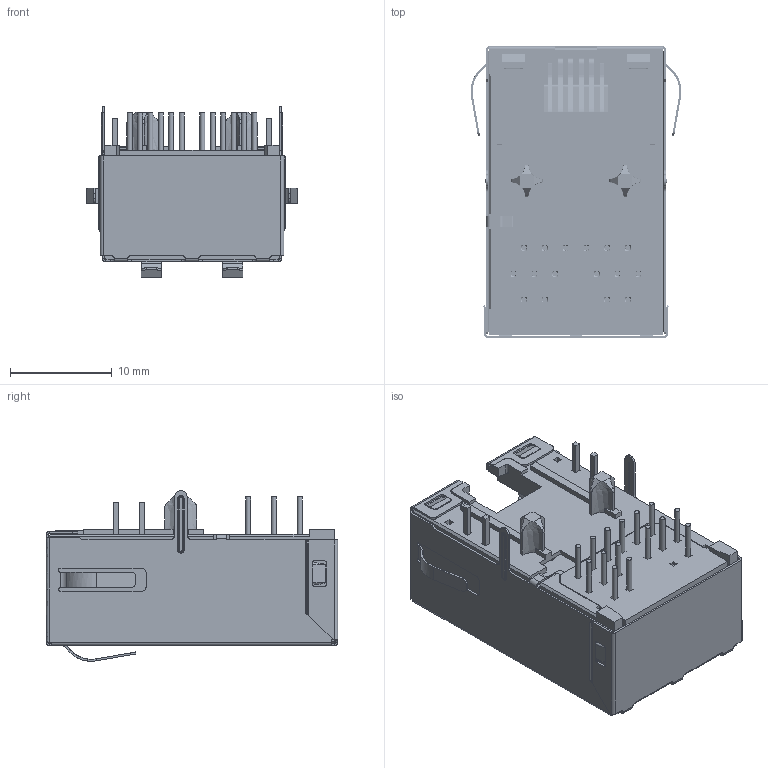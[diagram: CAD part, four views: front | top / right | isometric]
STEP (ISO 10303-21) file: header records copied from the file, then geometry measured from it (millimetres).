
FILE_DESCRIPTION (( 'STEP AP214' ), '1' );
FILE_NAME ('TMJM95215-9A154NLC.STEP', '2023-12-18T06:31:45', ( 'Windows 蚚誧' ), ( 'Microsoft' ), 'SwSTEP 2.0', 'SolidWorks 2020', '' );
FILE_SCHEMA (( 'AUTOMOTIVE_DESIGN' ));
Length unit declared in the file: millimetre
Products named in the file (1): TMJM95215-9A154NLC
Bounding box: 20.7 x 28.6 x 16.75 mm (x, y, z)
Surface area: 10875.9 mm2 (no closed solid volume)
Topology: 0 solids, 86 shells, 2735 faces, 7703 edges, 4915 vertices
Faces by surface type: bspline 2735
Entity records: 88163 total; most frequent: CARTESIAN_POINT 43009, ORIENTED_EDGE 14668, EDGE_CURVE 7724, B_SPLINE_CURVE_WITH_KNOTS 6654, VERTEX_POINT 5007, EDGE_LOOP 3209, FACE_OUTER_BOUND 2829, ADVANCED_FACE 2712
